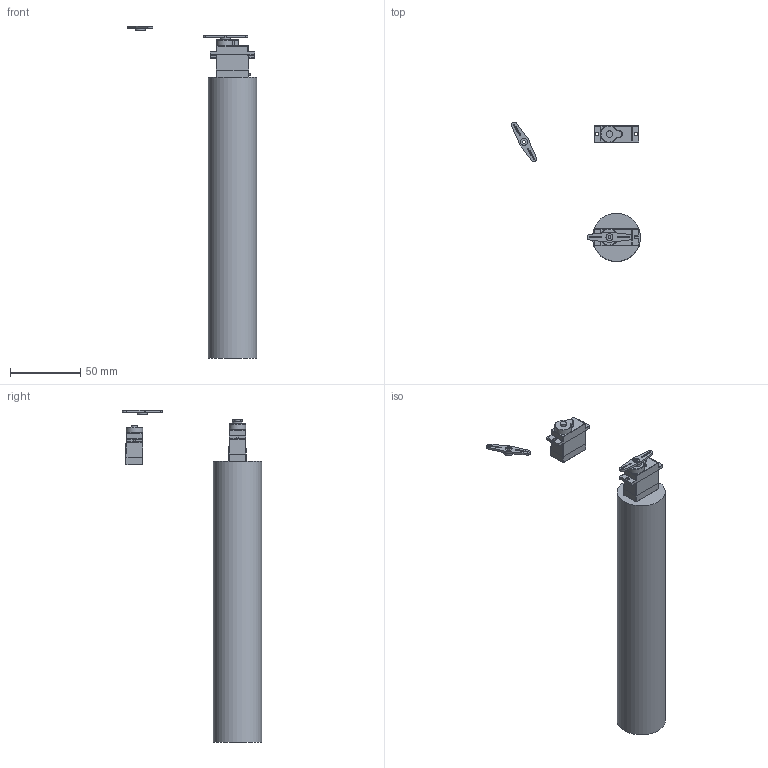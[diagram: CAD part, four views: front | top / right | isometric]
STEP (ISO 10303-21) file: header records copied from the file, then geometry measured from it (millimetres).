
FILE_DESCRIPTION(/* description */ ('','CAx-IF Rec.Pracs.---Representation and Presentation of Product Manufacturing Information (PMI)---4.0---2014-10-13'),/* implementation_level */ '2;1');
FILE_NAME(/* name */ 'servo v4.step',/* time_stamp */ '2025-03-05T16:01:51+05:30',/* author */ (''),/* organization */ (''),/* preprocessor_version */ 'ST-DEVELOPER v20',/* originating_system */ 'Autodesk Translation Framework v13.20.0.188',/* authorisation */ '');
FILE_SCHEMA (('AP242_MANAGED_MODEL_BASED_3D_ENGINEERING_MIM_LF { 1 0 10303 442 1 1 4 }'));
Length unit declared in the file: millimetre
Products named in the file (4): servo; Component2; Component1; Component3
Assembly tree (5 placements, depth 2):
  servo
    Component2  x2
    Component1  x2
    Component3
Bounding box: 92.09 x 99.21 x 236.69 mm (x, y, z)
Volume: 200243 mm3; surface area: 29755.4 mm2
Topology: 5 solids, 5 shells, 511 faces, 1137 edges, 648 vertices
Faces by surface type: cylinder 201, bspline 112, plane 92, sphere 72, torus 34
Full cylindrical faces by diameter (mm): 1 x30, 2 x2, 4.55 x2, 4.6 x2, 5 x2, 7.16 x2, 34.38 x1
Entity records: 11094 total; most frequent: CARTESIAN_POINT 5391, DIRECTION 1170, ORIENTED_EDGE 1140, EDGE_CURVE 570, AXIS2_PLACEMENT_3D 488, VERTEX_POINT 325, EDGE_LOOP 289, CIRCLE 276
